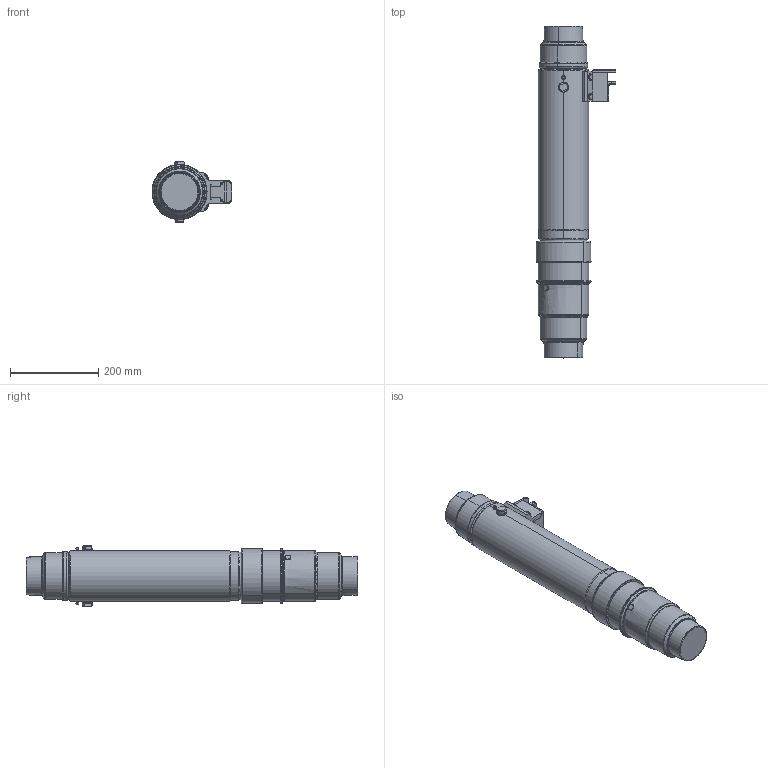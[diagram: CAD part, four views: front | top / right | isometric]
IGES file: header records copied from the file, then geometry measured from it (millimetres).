
Start section: SolidWorks IGES file using analytic representation for surfaces
Global section: file name: 88591201_defeature.IGS; native system: SolidWorks 2021; preprocessor: SolidWorks 2021; author: tmott; date: 230119.152956; units: inch
Bounding box: 181.16 x 751.81 x 137.01 mm (x, y, z)
Surface area: 488492.9 mm2 (no closed solid volume)
Topology: 0 solids, 0 shells, 777 faces, 11654 edges, 11654 vertices
Faces by surface type: bspline 566, revolution 211
